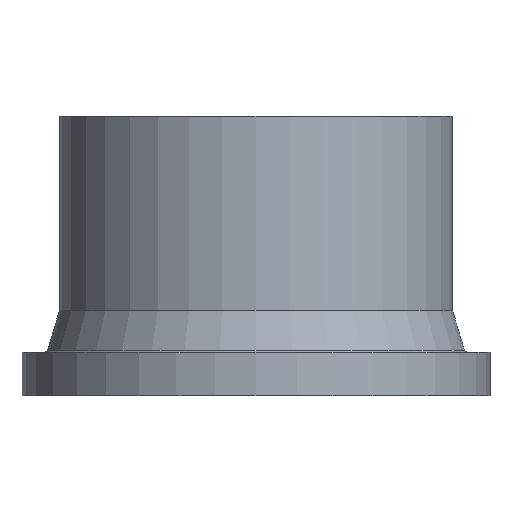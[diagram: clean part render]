
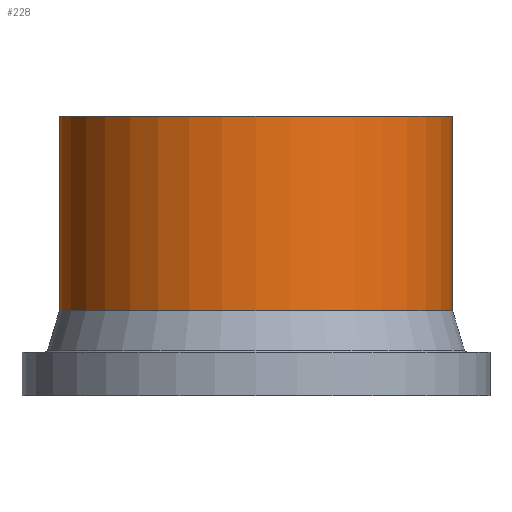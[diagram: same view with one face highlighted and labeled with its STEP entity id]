
A CAD part, front view. The second image highlights one B-rep face of the part: STEP entity #228.
In plain terms, the highlighted cylindrical face has radius 157.5 mm (diameter 315 mm), a partial arc.
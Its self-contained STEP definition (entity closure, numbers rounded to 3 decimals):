
#1 = VERTEX_POINT ( 'NONE', #233 ) ;
#28 = DIRECTION ( 'NONE',  ( -1., 0., 0. ) ) ;
#46 = DIRECTION ( 'NONE',  ( 0., 0., -1. ) ) ;
#61 = FACE_OUTER_BOUND ( 'NONE', #218, .T. ) ;
#62 = VECTOR ( 'NONE', #373, 1000. ) ;
#81 = CARTESIAN_POINT ( 'NONE',  ( 157.5, 0., 0. ) ) ;
#85 = DIRECTION ( 'NONE',  ( 0., 0., -1. ) ) ;
#88 = CARTESIAN_POINT ( 'NONE',  ( 157.5, 0., 224. ) ) ;
#91 = DIRECTION ( 'NONE',  ( -1., 0., 0. ) ) ;
#116 = VERTEX_POINT ( 'NONE', #380 ) ;
#120 = LINE ( 'NONE', #463, #62 ) ;
#154 = ORIENTED_EDGE ( 'NONE', *, *, #478, .F. ) ;
#157 = CIRCLE ( 'NONE', #400, 157.5 ) ;
#174 = CARTESIAN_POINT ( 'NONE',  ( 0., 0., 224. ) ) ;
#182 = CIRCLE ( 'NONE', #317, 157.5 ) ;
#184 = CARTESIAN_POINT ( 'NONE',  ( 0., 0., 68. ) ) ;
#193 = EDGE_CURVE ( 'NONE', #330, #393, #182, .T. ) ;
#218 = EDGE_LOOP ( 'NONE', ( #258, #229, #245, #154 ) ) ;
#228 = ADVANCED_FACE ( 'NONE', ( #61 ), #342, .T. ) ;
#229 = ORIENTED_EDGE ( 'NONE', *, *, #193, .T. ) ;
#233 = CARTESIAN_POINT ( 'NONE',  ( 157.5, 0., 68. ) ) ;
#245 = ORIENTED_EDGE ( 'NONE', *, *, #305, .T. ) ;
#246 = VECTOR ( 'NONE', #449, 1000. ) ;
#258 = ORIENTED_EDGE ( 'NONE', *, *, #370, .F. ) ;
#262 = AXIS2_PLACEMENT_3D ( 'NONE', #279, #85, #420 ) ;
#278 = CARTESIAN_POINT ( 'NONE',  ( -157.5, 0., 224. ) ) ;
#279 = CARTESIAN_POINT ( 'NONE',  ( 0., 0., 0. ) ) ;
#305 = EDGE_CURVE ( 'NONE', #393, #116, #120, .T. ) ;
#317 = AXIS2_PLACEMENT_3D ( 'NONE', #174, #46, #91 ) ;
#328 = DIRECTION ( 'NONE',  ( 0., 0., -1. ) ) ;
#330 = VERTEX_POINT ( 'NONE', #88 ) ;
#342 = CYLINDRICAL_SURFACE ( 'NONE', #262, 157.5 ) ;
#370 = EDGE_CURVE ( 'NONE', #330, #1, #383, .T. ) ;
#373 = DIRECTION ( 'NONE',  ( 0., 0., -1. ) ) ;
#380 = CARTESIAN_POINT ( 'NONE',  ( -157.5, 0., 68. ) ) ;
#383 = LINE ( 'NONE', #81, #246 ) ;
#393 = VERTEX_POINT ( 'NONE', #278 ) ;
#400 = AXIS2_PLACEMENT_3D ( 'NONE', #184, #328, #28 ) ;
#420 = DIRECTION ( 'NONE',  ( -1., 0., 0. ) ) ;
#449 = DIRECTION ( 'NONE',  ( 0., 0., -1. ) ) ;
#463 = CARTESIAN_POINT ( 'NONE',  ( -157.5, 0., 0. ) ) ;
#478 = EDGE_CURVE ( 'NONE', #1, #116, #157, .T. ) ;
